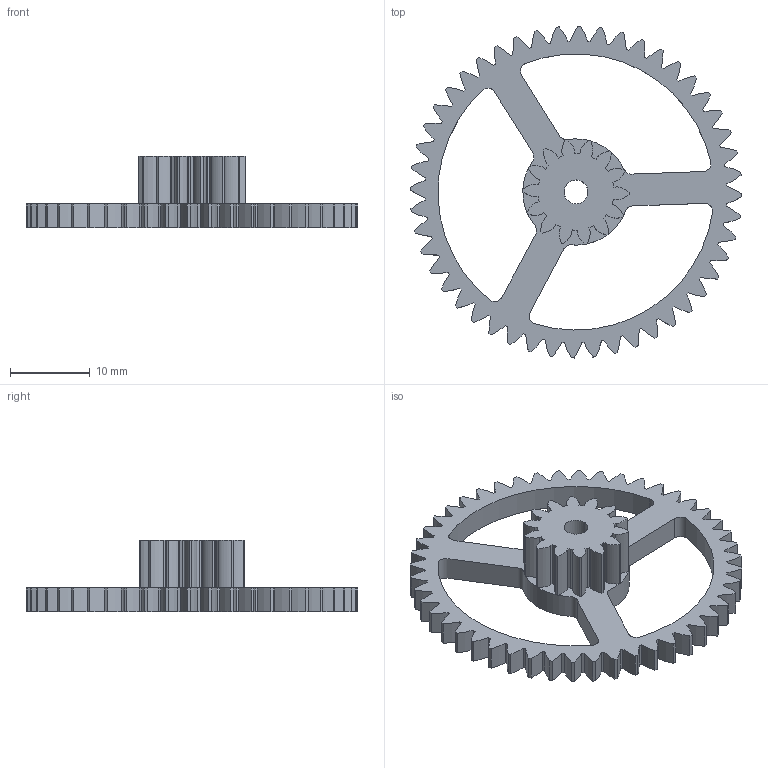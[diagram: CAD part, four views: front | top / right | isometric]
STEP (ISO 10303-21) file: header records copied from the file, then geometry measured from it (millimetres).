
FILE_DESCRIPTION(/* description */ (''),/* implementation_level */ '2;1');
FILE_NAME(/* name */ 'BIGGEA~1',/* time_stamp */ '2015-02-14T09:48:46+08:00',/* author */ (''),/* organization */ (''),/* preprocessor_version */ 'ST-DEVELOPER v15',/* originating_system */ '',/* authorisation */ '');
FILE_SCHEMA (('AUTOMOTIVE_DESIGN'));
Length unit declared in the file: millimetre
Products named in the file (1): Document
Bounding box: 41.66 x 41.66 x 9 mm (x, y, z)
Volume: 2301 mm3; surface area: 3119.7 mm2
Topology: 2 solids, 2 shells, 308 faces, 908 edges, 604 vertices
Faces by surface type: bspline 186, plane 122
Entity records: 11816 total; most frequent: CARTESIAN_POINT 6078, ORIENTED_EDGE 1816, EDGE_CURVE 908, B_SPLINE_CURVE_WITH_KNOTS 883, VERTEX_POINT 604, EDGE_LOOP 318, ADVANCED_FACE 308, FACE_OUTER_BOUND 308
